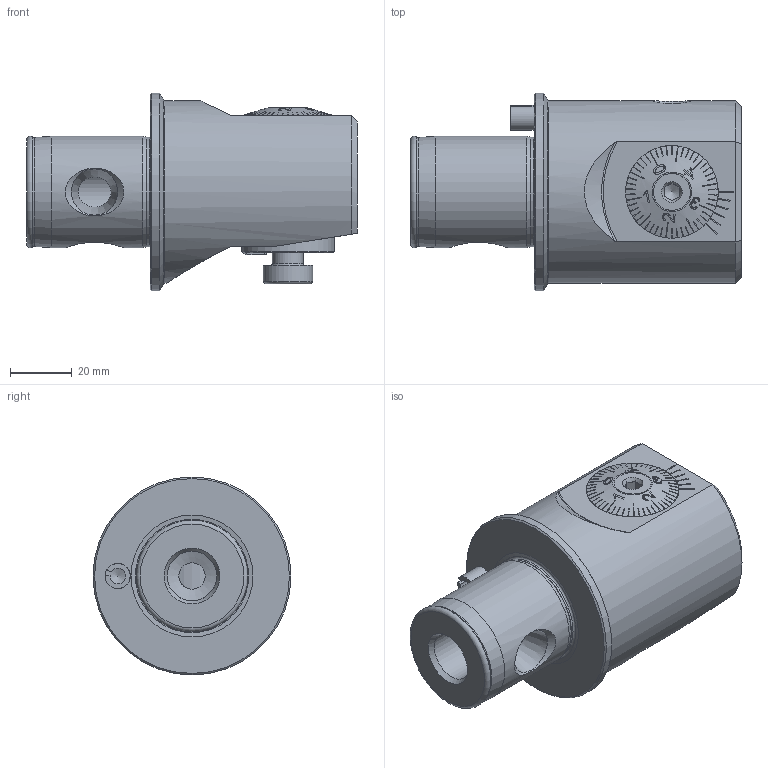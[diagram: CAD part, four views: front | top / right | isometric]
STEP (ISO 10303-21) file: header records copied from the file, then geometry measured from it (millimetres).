
FILE_DESCRIPTION(/* description */ ('STEP AP203'),/* implementation_level */ '2;1');
FILE_NAME(/* name */ 'S36-FBH37-105.stp',/* time_stamp */ '2022-08-05T15:27:40+09:00',/* author */ ('KKK'),/* organization */ (''),/* preprocessor_version */ 'ST-DEVELOPER v18.1',/* originating_system */ 'Autodesk Inventor 2022',/* authorisation */ '');
FILE_SCHEMA (('AUTOMOTIVE_DESIGN { 1 0 10303 214 3 1 1 }'));
Length unit declared in the file: millimetre
Products named in the file (16): YG6-F55.AA4.071; YG6-F55.AA3.071_A; F55-BG1.AA4.030; F55-BG1.DA3.030_A; F55-BG1.012.012_A; A55-BG2.011.016_D; F55-BG2.014.015_B_Fertig mit Gewinde; A55-BG2.013.005_C; DIN 3771 - 25x1.5; A55-BG2.012.006_B; A55-BG3.011.033_A_gekrzt; WCB-ER2.001.009_A; Klebstoff D10; DIN 7984 - M10 x 16; ISO 4026 - M10 x 10; ISO 8752 8x20
Assembly tree (15 placements, depth 3):
  YG6-F55.AA4.071
    YG6-F55.AA3.071_A
    F55-BG1.AA4.030
      F55-BG1.DA3.030_A
      F55-BG1.012.012_A
      A55-BG2.011.016_D
      F55-BG2.014.015_B_Fertig mit Gewinde
      A55-BG2.013.005_C
      DIN 3771 - 25x1.5
      A55-BG2.012.006_B
    A55-BG3.011.033_A_gekrzt
    WCB-ER2.001.009_A
    Klebstoff D10
    DIN 7984 - M10 x 16
    ISO 4026 - M10 x 10
    ISO 8752 8x20
Bounding box: 107 x 64 x 64 mm (x, y, z)
Volume: 183024.7 mm3; surface area: 47517.7 mm2
Topology: 14 solids, 14 shells, 569 faces, 1528 edges, 1000 vertices
Faces by surface type: plane 302, cone 119, cylinder 84, bspline 35, torus 28, sphere 1
Full cylindrical faces by diameter (mm): 2.5 x3, 3.3 x2, 4 x1, 4.2 x5, 5 x1, 5.25 x1, 8 x2, 8.2 x1, 8.5 x3, 9.95 x1, 10 x4, 11.4 x1, 11.5 x1, 11.6 x1, 11.95 x1, 12 x4, 12.4 x1, 13 x1, 14 x2, 16 x2, 18 x1, 20 x1, 22 x1, 25 x3, 29.9 x1, 29.98 x1, 30 x3, 35.3 x1, 36 x1, 59 x1
Entity records: 21286 total; most frequent: CARTESIAN_POINT 6630, ORIENTED_EDGE 3044, DIRECTION 2912, EDGE_CURVE 1522, AXIS2_PLACEMENT_3D 1080, VERTEX_POINT 1000, LINE 752, VECTOR 752
